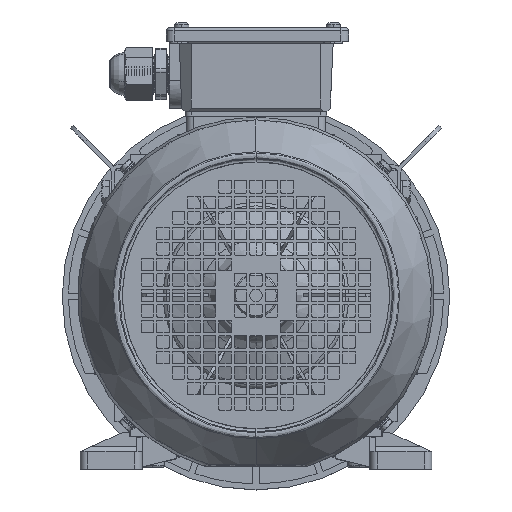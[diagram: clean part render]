
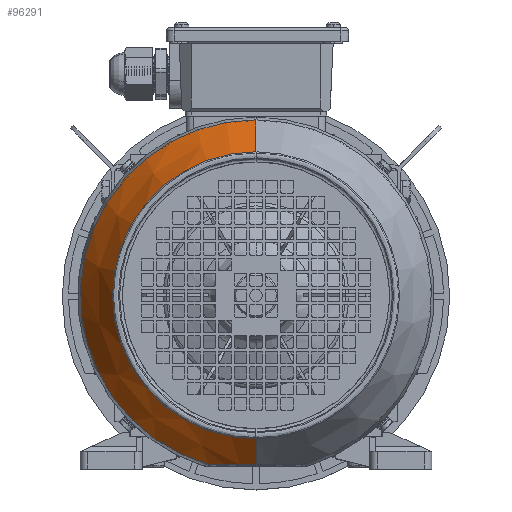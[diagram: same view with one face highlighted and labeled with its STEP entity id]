
A CAD part, top view. The second image highlights one B-rep face of the part: STEP entity #96291.
In plain terms, the highlighted conical face has half-angle 30 degrees and reference radius 113.258 mm.
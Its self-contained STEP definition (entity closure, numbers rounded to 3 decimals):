
#6837 = ORIENTED_EDGE ( 'NONE', *, *, #13239, .T. ) ;
#7745 = CARTESIAN_POINT ( 'NONE',  ( -11.526, -127.079, 377.729 ) ) ;
#12877 = CARTESIAN_POINT ( 'NONE',  ( -41.025, -126.923, 370.925 ) ) ;
#13239 = EDGE_CURVE ( 'NONE', #156726, #123124, #58109, .T. ) ;
#15064 = DIRECTION ( 'NONE',  ( 0., 0.5, -0.866 ) ) ;
#15271 = CARTESIAN_POINT ( 'NONE',  ( -10.884, -131.007, 370.925 ) ) ;
#18877 = DIRECTION ( 'NONE',  ( 0., 0., 1. ) ) ;
#19623 = CARTESIAN_POINT ( 'NONE',  ( -32.441, -126.997, 374.234 ) ) ;
#20559 = DIRECTION ( 'NONE',  ( 0., -1., 0. ) ) ;
#21859 = CARTESIAN_POINT ( 'NONE',  ( -10.884, -127.079, 377.729 ) ) ;
#25023 = AXIS2_PLACEMENT_3D ( 'NONE', #105658, #133238, #54330 ) ;
#27509 = CARTESIAN_POINT ( 'NONE',  ( -10.884, 95.509, 370.925 ) ) ;
#29463 = CARTESIAN_POINT ( 'NONE',  ( -10.884, 74.849, 406.709 ) ) ;
#32784 = ORIENTED_EDGE ( 'NONE', *, *, #75219, .T. ) ;
#32950 = ORIENTED_EDGE ( 'NONE', *, *, #60352, .T. ) ;
#33144 = CARTESIAN_POINT ( 'NONE',  ( -38.561, -126.947, 372.02 ) ) ;
#34264 = CARTESIAN_POINT ( 'NONE',  ( -26.483, -127.036, 375.886 ) ) ;
#38115 = CARTESIAN_POINT ( 'NONE',  ( -10.884, 95.509, 370.925 ) ) ;
#45562 = CARTESIAN_POINT ( 'NONE',  ( -26.865, -127.034, 375.795 ) ) ;
#46685 = CARTESIAN_POINT ( 'NONE',  ( -26.369, -127.036, 375.912 ) ) ;
#47416 = VERTEX_POINT ( 'NONE', #118041 ) ;
#47435 = VERTEX_POINT ( 'NONE', #119722 ) ;
#47777 = CARTESIAN_POINT ( 'NONE',  ( -19.78, -127.067, 377.126 ) ) ;
#54330 = DIRECTION ( 'NONE',  ( 0., -1., 0. ) ) ;
#54833 = EDGE_CURVE ( 'NONE', #47435, #47416, #147336, .T. ) ;
#58109 = CIRCLE ( 'NONE', #81221, 113.258 ) ;
#58503 = CARTESIAN_POINT ( 'NONE',  ( -17.348, -127.074, 377.421 ) ) ;
#59062 = CARTESIAN_POINT ( 'NONE',  ( -31.219, -127.006, 374.617 ) ) ;
#59614 = CARTESIAN_POINT ( 'NONE',  ( -12.171, -127.079, 377.719 ) ) ;
#60175 = CARTESIAN_POINT ( 'NONE',  ( -41.025, -126.923, 370.925 ) ) ;
#60352 = EDGE_CURVE ( 'NONE', #47435, #157870, #148170, .T. ) ;
#67460 = ORIENTED_EDGE ( 'NONE', *, *, #159538, .T. ) ;
#70410 = FACE_OUTER_BOUND ( 'NONE', #84040, .T. ) ;
#71553 = CARTESIAN_POINT ( 'NONE',  ( -28.469, -127.024, 375.394 ) ) ;
#72108 = CARTESIAN_POINT ( 'NONE',  ( -14.107, -127.078, 377.652 ) ) ;
#72664 = CARTESIAN_POINT ( 'NONE',  ( -19.298, -127.068, 377.188 ) ) ;
#73202 = CARTESIAN_POINT ( 'NONE',  ( -13.461, -127.079, 377.681 ) ) ;
#73746 = CARTESIAN_POINT ( 'NONE',  ( -23.783, -127.05, 376.478 ) ) ;
#75219 = EDGE_CURVE ( 'NONE', #157870, #156726, #102122, .T. ) ;
#81221 = AXIS2_PLACEMENT_3D ( 'NONE', #84290, #18877, #20559 ) ;
#84040 = EDGE_LOOP ( 'NONE', ( #32950, #32784, #6837, #67460, #105503 ) ) ;
#84290 = CARTESIAN_POINT ( 'NONE',  ( -10.884, -17.749, 370.925 ) ) ;
#96291 = ADVANCED_FACE ( 'NONE', ( #70410 ), #142975, .T. ) ;
#98509 = CARTESIAN_POINT ( 'NONE',  ( -26.406, -127.036, 375.904 ) ) ;
#99069 = CARTESIAN_POINT ( 'NONE',  ( -29.386, -127.018, 375.143 ) ) ;
#102122 = LINE ( 'NONE', #27509, #120242 ) ;
#105503 = ORIENTED_EDGE ( 'NONE', *, *, #54833, .F. ) ;
#105658 = CARTESIAN_POINT ( 'NONE',  ( -10.884, -17.749, 406.709 ) ) ;
#118041 = CARTESIAN_POINT ( 'NONE',  ( -10.884, -127.079, 377.729 ) ) ;
#119722 = CARTESIAN_POINT ( 'NONE',  ( -10.884, -110.347, 406.709 ) ) ;
#120242 = VECTOR ( 'NONE', #15064, 1000. ) ;
#120588 = DIRECTION ( 'NONE',  ( 0., -1., 0. ) ) ;
#123124 = VERTEX_POINT ( 'NONE', #12877 ) ;
#123352 = CARTESIAN_POINT ( 'NONE',  ( -18.976, -127.069, 377.228 ) ) ;
#123900 = CARTESIAN_POINT ( 'NONE',  ( -27.4, -127.031, 375.665 ) ) ;
#124465 = CARTESIAN_POINT ( 'NONE',  ( -16.048, -127.076, 377.536 ) ) ;
#129764 = DIRECTION ( 'NONE',  ( 0., -0.5, -0.866 ) ) ;
#133238 = DIRECTION ( 'NONE',  ( 0., 0., -1. ) ) ;
#135741 = CARTESIAN_POINT ( 'NONE',  ( -18.817, -127.07, 377.247 ) ) ;
#136859 = CARTESIAN_POINT ( 'NONE',  ( -25.058, -127.044, 376.218 ) ) ;
#142975 = CONICAL_SURFACE ( 'NONE', #154115, 113.258, 0.524 ) ;
#147336 = LINE ( 'NONE', #15271, #151347 ) ;
#148170 = CIRCLE ( 'NONE', #25023, 92.598 ) ;
#148182 = DIRECTION ( 'NONE',  ( 0., 0., -1. ) ) ;
#149826 = CARTESIAN_POINT ( 'NONE',  ( -36.11, -126.969, 372.984 ) ) ;
#150365 = CARTESIAN_POINT ( 'NONE',  ( -20.904, -127.063, 376.969 ) ) ;
#150912 = CARTESIAN_POINT ( 'NONE',  ( -21.865, -127.059, 376.814 ) ) ;
#151347 = VECTOR ( 'NONE', #129764, 1000. ) ;
#152672 = B_SPLINE_CURVE_WITH_KNOTS ( 'NONE', 3,
 ( #60175, #33144, #149826, #19623, #59062, #99069, #71553, #123900, #45562, #163876, #34264, #98509, #46685, #136859, #73746, #150912, #150365, #47777, #72664, #123352, #135741, #58503, #124465, #72108, #73202, #59614, #7745, #21859 ),
 .UNSPECIFIED., .F., .F.,
 ( 4, 2, 2, 1, 1, 1, 1, 2, 2, 2, 1, 1, 2, 2, 2, 2, 4 ),
 ( 0., 0.125, 0.188, 0.219, 0.235, 0.242, 0.246, 0.248, 0.25, 0.313, 0.344, 0.36, 0.367, 0.375, 0.438, 0.469, 0.5 ),
 .UNSPECIFIED. ) ;
#154115 = AXIS2_PLACEMENT_3D ( 'NONE', #158885, #148182, #120588 ) ;
#156726 = VERTEX_POINT ( 'NONE', #38115 ) ;
#157870 = VERTEX_POINT ( 'NONE', #29463 ) ;
#158885 = CARTESIAN_POINT ( 'NONE',  ( -10.884, -17.749, 370.925 ) ) ;
#159538 = EDGE_CURVE ( 'NONE', #123124, #47416, #152672, .T. ) ;
#163876 = CARTESIAN_POINT ( 'NONE',  ( -26.597, -127.035, 375.859 ) ) ;
